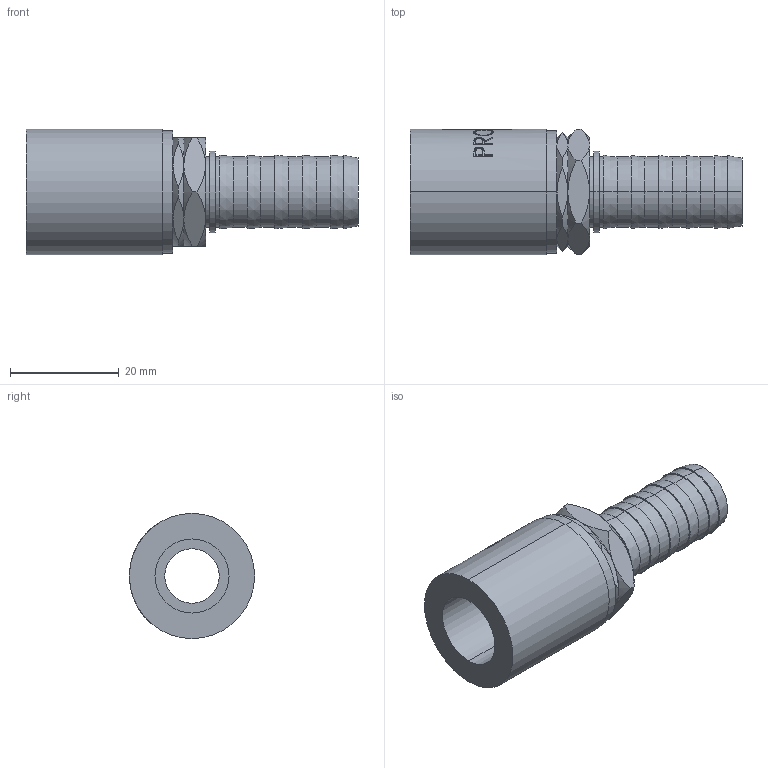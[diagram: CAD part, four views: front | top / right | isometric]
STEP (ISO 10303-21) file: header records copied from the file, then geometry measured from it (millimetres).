
FILE_DESCRIPTION (( 'STEP AP203' ), '1' );
FILE_NAME ('f0aa.STEP', '2022-08-22T19:41:42', ( '' ), ( '' ), 'SwSTEP 2.0', 'SolidWorks 2019', '' );
FILE_SCHEMA (( 'CONFIG_CONTROL_DESIGN' ));
Length unit declared in the file: millimetre
Products named in the file (1): f0aa
Bounding box: 61 x 23 x 23 mm (x, y, z)
Volume: 11315.1 mm3; surface area: 6471.3 mm2
Topology: 1 solids, 1 shells, 167 faces, 394 edges, 250 vertices
Faces by surface type: plane 58, bspline 42, cone 36, cylinder 31
Entity records: 9800 total; most frequent: CARTESIAN_POINT 6257, ORIENTED_EDGE 788, DIRECTION 586, EDGE_CURVE 394, VERTEX_POINT 250, AXIS2_PLACEMENT_3D 250, EDGE_LOOP 190, B_SPLINE_CURVE_WITH_KNOTS 184
